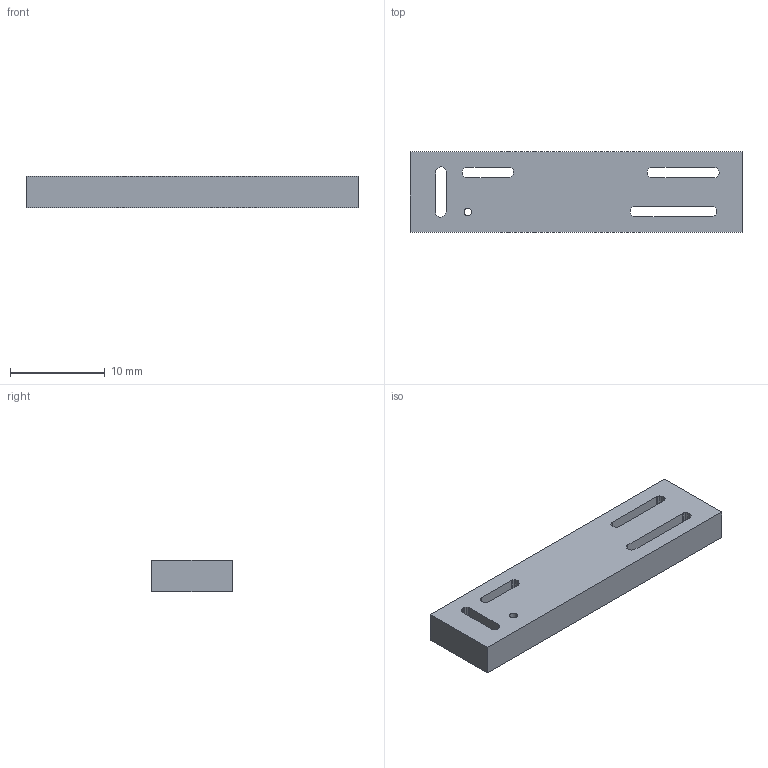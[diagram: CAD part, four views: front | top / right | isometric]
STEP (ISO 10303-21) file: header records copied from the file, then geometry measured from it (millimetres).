
FILE_DESCRIPTION (( 'STEP AP214' ), '1' );
FILE_NAME ('SR4L002_Lucida.STEP', '2015-12-10T01:48:33', ( '' ), ( '' ), 'SwSTEP 2.0', 'SolidWorks 2015', '' );
FILE_SCHEMA (( 'AUTOMOTIVE_DESIGN' ));
Length unit declared in the file: millimetre
Products named in the file (3): Board; SR4L002_Lucida
Assembly tree (1 placements, depth 2):
  SR4L002_Lucida
    Board
  Board
Bounding box: 35 x 8.5 x 3.29 mm (x, y, z)
Volume: 881.4 mm3; surface area: 1028 mm2
Topology: 1 solids, 1 shells, 86 faces, 256 edges, 172 vertices
Faces by surface type: plane 84, cylinder 2
Entity records: 3883 total; most frequent: CARTESIAN_POINT 519, ORIENTED_EDGE 512, DIRECTION 442, EDGE_CURVE 256, LINE 252, VECTOR 252, VERTEX_POINT 172, EDGE_LOOP 96
